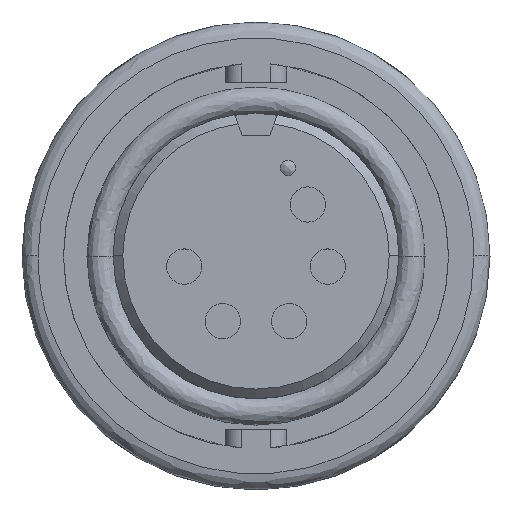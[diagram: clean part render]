
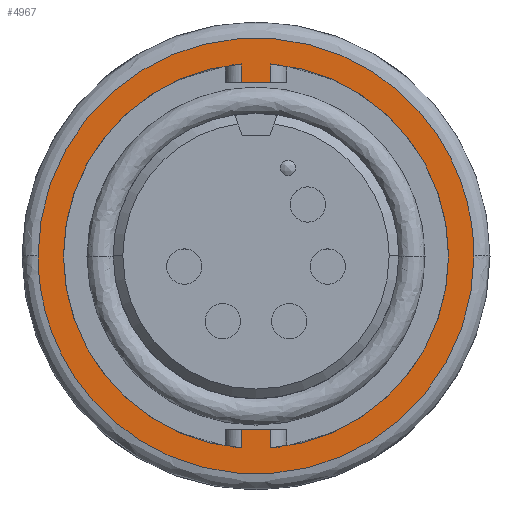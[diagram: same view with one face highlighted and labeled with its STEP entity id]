
A CAD part, top view. The second image highlights one B-rep face of the part: STEP entity #4967.
In plain terms, the highlighted planar face has unit normal (0, 0, 1).
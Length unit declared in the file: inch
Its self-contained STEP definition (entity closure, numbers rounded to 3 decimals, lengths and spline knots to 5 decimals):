
#46 = VERTEX_POINT ( 'NONE', #2250 ) ;
#103 = CARTESIAN_POINT ( 'NONE',  ( 0., 0., -0.12776 ) ) ;
#139 = CARTESIAN_POINT ( 'NONE',  ( -0.4075, 0.815, -0.12776 ) ) ;
#568 = EDGE_CURVE ( 'NONE', #3224, #12245, #1698, .T. ) ;
#601 = CARTESIAN_POINT ( 'NONE',  ( 0.4075, 0., -0.12776 ) ) ;
#1144 = DIRECTION ( 'NONE',  ( 1., 0., 0. ) ) ;
#1230 = ORIENTED_EDGE ( 'NONE', *, *, #6579, .T. ) ;
#1295 = VERTEX_POINT ( 'NONE', #12239 ) ;
#1478 = DIRECTION ( 'NONE',  ( 1., 0., 0. ) ) ;
#1481 = DIRECTION ( 'NONE',  ( 0., 0., -1. ) ) ;
#1494 = CARTESIAN_POINT ( 'NONE',  ( 0., 0., -0.12776 ) ) ;
#1698 = LINE ( 'NONE', #8341, #7719 ) ;
#1787 = EDGE_CURVE ( 'NONE', #3684, #46, #11996, .T. ) ;
#2057 = FACE_BOUND ( 'NONE', #7048, .T. ) ;
#2215 = CARTESIAN_POINT ( 'NONE',  ( 0.0275, -0.35895, -0.12776 ) ) ;
#2250 = CARTESIAN_POINT ( 'NONE',  ( -0.36, 0., -0.12776 ) ) ;
#2431 = CARTESIAN_POINT ( 'NONE',  ( 0.0275, 0., -0.12776 ) ) ;
#2457 = DIRECTION ( 'NONE',  ( 0., 1., 0. ) ) ;
#2490 = LINE ( 'NONE', #8974, #11268 ) ;
#2593 = ORIENTED_EDGE ( 'NONE', *, *, #9496, .F. ) ;
#2756 = CARTESIAN_POINT ( 'NONE',  ( -0.0275, -0.35895, -0.12776 ) ) ;
#2927 = AXIS2_PLACEMENT_3D ( 'NONE', #13721, #12981, #10644 ) ;
#2963 = CARTESIAN_POINT ( 'NONE',  ( -0.4075, 0., -0.12776 ) ) ;
#3151 = ORIENTED_EDGE ( 'NONE', *, *, #8903, .F. ) ;
#3224 = VERTEX_POINT ( 'NONE', #11152 ) ;
#3510 = AXIS2_PLACEMENT_3D ( 'NONE', #103, #7846, #1144 ) ;
#3649 = DIRECTION ( 'NONE',  ( 1., 0., 0. ) ) ;
#3654 = VERTEX_POINT ( 'NONE', #4639 ) ;
#3661 = DIRECTION ( 'NONE',  ( 0., 0., -1. ) ) ;
#3663 = CARTESIAN_POINT ( 'NONE',  ( 0., 0., -0.12776 ) ) ;
#3684 = VERTEX_POINT ( 'NONE', #2756 ) ;
#3705 = DIRECTION ( 'NONE',  ( 0., -1., 0. ) ) ;
#3706 = VERTEX_POINT ( 'NONE', #7005 ) ;
#3831 = CARTESIAN_POINT ( 'NONE',  ( -0.0275, 0., -0.12776 ) ) ;
#4039 = CARTESIAN_POINT ( 'NONE',  ( -0.4075, 0., -0.12776 ) ) ;
#4058 = ORIENTED_EDGE ( 'NONE', *, *, #568, .T. ) ;
#4061 = CARTESIAN_POINT ( 'NONE',  ( -0.4075, -0.815, -0.12776 ) ) ;
#4095 = CARTESIAN_POINT ( 'NONE',  ( 0.4075, 0., -0.12776 ) ) ;
#4110 = CARTESIAN_POINT ( 'NONE',  ( 0.4075, -0.815, -0.12776 ) ) ;
#4539 = EDGE_CURVE ( 'NONE', #1295, #9828, #11899, .T. ) ;
#4639 = CARTESIAN_POINT ( 'NONE',  ( 0.0275, -0.325, -0.12776 ) ) ;
#4658 = ORIENTED_EDGE ( 'NONE', *, *, #1787, .T. ) ;
#4807 = VECTOR ( 'NONE', #5438, 39.37008 ) ;
#4967 = ADVANCED_FACE ( 'NONE', ( #8087, #2057 ), #10693, .T. ) ;
#5143 = VERTEX_POINT ( 'NONE', #6628 ) ;
#5275 = EDGE_LOOP ( 'NONE', ( #8573, #2593 ) ) ;
#5433 = EDGE_CURVE ( 'NONE', #9288, #11458, #10986, .T. ) ;
#5438 = DIRECTION ( 'NONE',  ( 0., -1., 0. ) ) ;
#5501 = CARTESIAN_POINT ( 'NONE',  ( -0.0275, 0., -0.12776 ) ) ;
#5973 = ORIENTED_EDGE ( 'NONE', *, *, #11844, .F. ) ;
#6512 = ORIENTED_EDGE ( 'NONE', *, *, #5433, .T. ) ;
#6579 = EDGE_CURVE ( 'NONE', #5143, #3684, #7882, .T. ) ;
#6628 = CARTESIAN_POINT ( 'NONE',  ( -0.0275, -0.325, -0.12776 ) ) ;
#6997 = EDGE_CURVE ( 'NONE', #12245, #9288, #9874, .T. ) ;
#7001 = DIRECTION ( 'NONE',  ( 1., 0., 0. ) ) ;
#7005 = CARTESIAN_POINT ( 'NONE',  ( -0.0275, 0.325, -0.12776 ) ) ;
#7048 = EDGE_LOOP ( 'NONE', ( #4058, #7817, #6512, #14120, #5973, #1230, #4658, #12091, #13884, #3151 ) ) ;
#7165 = EDGE_CURVE ( 'NONE', #11458, #3654, #8747, .T. ) ;
#7182 = CARTESIAN_POINT ( 'NONE',  ( 0.36, 0., -0.12776 ) ) ;
#7215 = CARTESIAN_POINT ( 'NONE',  ( 0.0275, 0.35895, -0.12776 ) ) ;
#7217 = EDGE_CURVE ( 'NONE', #46, #14052, #8024, .T. ) ;
#7516 = CARTESIAN_POINT ( 'NONE',  ( 0.4075, 0.815, -0.12776 ) ) ;
#7680 =( BOUNDED_CURVE ( )  B_SPLINE_CURVE ( 3, ( #4095, #4110, #4061, #4039 ),
 .UNSPECIFIED., .F., .F. ) 
 B_SPLINE_CURVE_WITH_KNOTS ( ( 4, 4 ),
 ( 0., 1. ),
 .UNSPECIFIED. ) 
 CURVE ( )  GEOMETRIC_REPRESENTATION_ITEM ( )  RATIONAL_B_SPLINE_CURVE ( ( 1., 0.333, 0.333, 1. ) ) 
 REPRESENTATION_ITEM ( '' )  );
#7719 = VECTOR ( 'NONE', #8415, 39.37008 ) ;
#7817 = ORIENTED_EDGE ( 'NONE', *, *, #6997, .T. ) ;
#7846 = DIRECTION ( 'NONE',  ( 0., 0., -1. ) ) ;
#7882 = LINE ( 'NONE', #5501, #4807 ) ;
#8024 = CIRCLE ( 'NONE', #12189, 0.36 ) ;
#8087 = FACE_OUTER_BOUND ( 'NONE', #5275, .T. ) ;
#8095 = CARTESIAN_POINT ( 'NONE',  ( -0.0275, -0.325, -0.12776 ) ) ;
#8341 = CARTESIAN_POINT ( 'NONE',  ( 0.0275, 0., -0.12776 ) ) ;
#8415 = DIRECTION ( 'NONE',  ( 0., 1., 0. ) ) ;
#8573 = ORIENTED_EDGE ( 'NONE', *, *, #4539, .F. ) ;
#8633 = AXIS2_PLACEMENT_3D ( 'NONE', #3663, #3661, #3649 ) ;
#8747 = LINE ( 'NONE', #2431, #9099 ) ;
#8903 = EDGE_CURVE ( 'NONE', #3224, #3706, #2490, .T. ) ;
#8974 = CARTESIAN_POINT ( 'NONE',  ( 0.0275, 0.325, -0.12776 ) ) ;
#9008 = DIRECTION ( 'NONE',  ( -1., 0., 0. ) ) ;
#9099 = VECTOR ( 'NONE', #2457, 39.37008 ) ;
#9215 = LINE ( 'NONE', #3831, #11926 ) ;
#9288 = VERTEX_POINT ( 'NONE', #7182 ) ;
#9415 = VECTOR ( 'NONE', #7001, 39.37008 ) ;
#9496 = EDGE_CURVE ( 'NONE', #9828, #1295, #7680, .T. ) ;
#9828 = VERTEX_POINT ( 'NONE', #601 ) ;
#9874 = CIRCLE ( 'NONE', #8633, 0.36 ) ;
#10156 = CARTESIAN_POINT ( 'NONE',  ( -0.0275, 0.35895, -0.12776 ) ) ;
#10644 = DIRECTION ( 'NONE',  ( 1., 0., 0. ) ) ;
#10693 = PLANE ( 'NONE',  #2927 ) ;
#10986 = CIRCLE ( 'NONE', #11772, 0.36 ) ;
#11152 = CARTESIAN_POINT ( 'NONE',  ( 0.0275, 0.325, -0.12776 ) ) ;
#11268 = VECTOR ( 'NONE', #9008, 39.37008 ) ;
#11458 = VERTEX_POINT ( 'NONE', #2215 ) ;
#11772 = AXIS2_PLACEMENT_3D ( 'NONE', #14210, #14188, #14186 ) ;
#11844 = EDGE_CURVE ( 'NONE', #5143, #3654, #12787, .T. ) ;
#11899 =( BOUNDED_CURVE ( )  B_SPLINE_CURVE ( 3, ( #2963, #139, #7516, #12059 ),
 .UNSPECIFIED., .F., .T. ) 
 B_SPLINE_CURVE_WITH_KNOTS ( ( 4, 4 ),
 ( 0., 1. ),
 .UNSPECIFIED. ) 
 CURVE ( )  GEOMETRIC_REPRESENTATION_ITEM ( )  RATIONAL_B_SPLINE_CURVE ( ( 1., 0.333, 0.333, 1. ) ) 
 REPRESENTATION_ITEM ( '' )  );
#11926 = VECTOR ( 'NONE', #3705, 39.37008 ) ;
#11996 = CIRCLE ( 'NONE', #3510, 0.36 ) ;
#12059 = CARTESIAN_POINT ( 'NONE',  ( 0.4075, 0., -0.12776 ) ) ;
#12091 = ORIENTED_EDGE ( 'NONE', *, *, #7217, .T. ) ;
#12189 = AXIS2_PLACEMENT_3D ( 'NONE', #1494, #1481, #1478 ) ;
#12239 = CARTESIAN_POINT ( 'NONE',  ( -0.4075, 0., -0.12776 ) ) ;
#12245 = VERTEX_POINT ( 'NONE', #7215 ) ;
#12546 = EDGE_CURVE ( 'NONE', #14052, #3706, #9215, .T. ) ;
#12787 = LINE ( 'NONE', #8095, #9415 ) ;
#12981 = DIRECTION ( 'NONE',  ( 0., 0., 1. ) ) ;
#13721 = CARTESIAN_POINT ( 'NONE',  ( 0., 0., -0.12776 ) ) ;
#13884 = ORIENTED_EDGE ( 'NONE', *, *, #12546, .T. ) ;
#14052 = VERTEX_POINT ( 'NONE', #10156 ) ;
#14120 = ORIENTED_EDGE ( 'NONE', *, *, #7165, .T. ) ;
#14186 = DIRECTION ( 'NONE',  ( 1., 0., 0. ) ) ;
#14188 = DIRECTION ( 'NONE',  ( 0., 0., -1. ) ) ;
#14210 = CARTESIAN_POINT ( 'NONE',  ( 0., 0., -0.12776 ) ) ;
